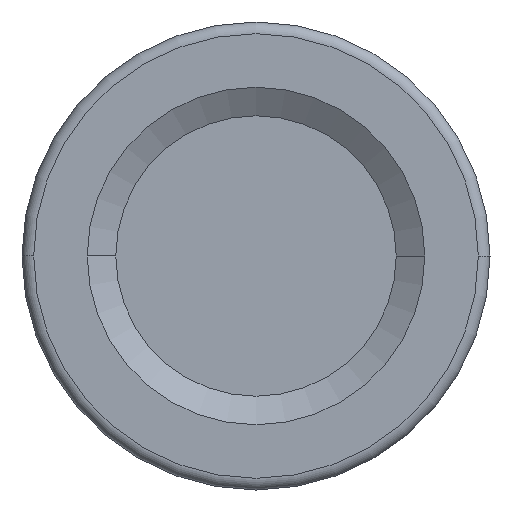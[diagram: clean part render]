
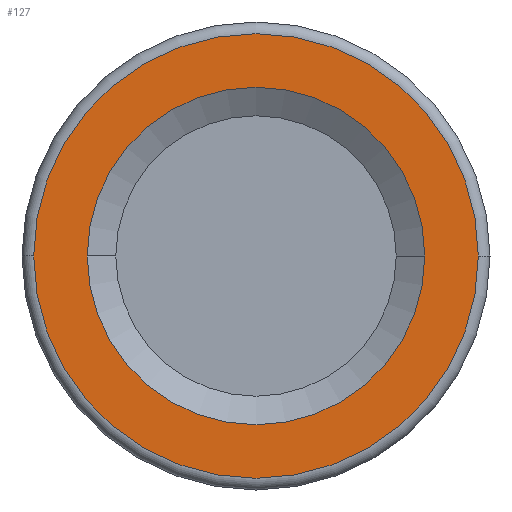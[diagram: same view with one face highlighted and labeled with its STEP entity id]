
A CAD part, front view. The second image highlights one B-rep face of the part: STEP entity #127.
In plain terms, the highlighted planar face has unit normal (0, -1, 0).
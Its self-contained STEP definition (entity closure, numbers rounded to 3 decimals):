
#4 = DIRECTION ( 'NONE',  ( 1., 0., 0. ) ) ;
#9 = EDGE_CURVE ( 'NONE', #272, #215, #325, .T. ) ;
#63 = DIRECTION ( 'NONE',  ( 1., 0., 0. ) ) ;
#92 = DIRECTION ( 'NONE',  ( 1., 0., 0. ) ) ;
#112 = CIRCLE ( 'NONE', #380, 3.8 ) ;
#117 = AXIS2_PLACEMENT_3D ( 'NONE', #395, #315, #321 ) ;
#127 = ADVANCED_FACE ( 'NONE', ( #273, #409 ), #300, .T. ) ;
#129 = DIRECTION ( 'NONE',  ( 0., -1., 0. ) ) ;
#130 = ORIENTED_EDGE ( 'NONE', *, *, #233, .T. ) ;
#144 = VERTEX_POINT ( 'NONE', #258 ) ;
#150 = DIRECTION ( 'NONE',  ( 0., -1., 0. ) ) ;
#161 = CIRCLE ( 'NONE', #372, 3.8 ) ;
#200 = CARTESIAN_POINT ( 'NONE',  ( 0., 0., 0. ) ) ;
#203 = ORIENTED_EDGE ( 'NONE', *, *, #9, .F. ) ;
#210 = EDGE_LOOP ( 'NONE', ( #130, #235 ) ) ;
#215 = VERTEX_POINT ( 'NONE', #263 ) ;
#230 = CARTESIAN_POINT ( 'NONE',  ( 0., 0., 0. ) ) ;
#232 = DIRECTION ( 'NONE',  ( 0., -1., 0. ) ) ;
#233 = EDGE_CURVE ( 'NONE', #144, #289, #161, .T. ) ;
#235 = ORIENTED_EDGE ( 'NONE', *, *, #322, .T. ) ;
#258 = CARTESIAN_POINT ( 'NONE',  ( 3.8, 0., 0. ) ) ;
#263 = CARTESIAN_POINT ( 'NONE',  ( 2.885, 0., 0. ) ) ;
#266 = DIRECTION ( 'NONE',  ( 1., 0., 0. ) ) ;
#272 = VERTEX_POINT ( 'NONE', #386 ) ;
#273 = FACE_OUTER_BOUND ( 'NONE', #210, .T. ) ;
#286 = CARTESIAN_POINT ( 'NONE',  ( 0., 0., 0. ) ) ;
#289 = VERTEX_POINT ( 'NONE', #425 ) ;
#300 = PLANE ( 'NONE',  #335 ) ;
#309 = EDGE_LOOP ( 'NONE', ( #428, #203 ) ) ;
#315 = DIRECTION ( 'NONE',  ( 0., -1., 0. ) ) ;
#317 = AXIS2_PLACEMENT_3D ( 'NONE', #286, #150, #4 ) ;
#321 = DIRECTION ( 'NONE',  ( 1., 0., 0. ) ) ;
#322 = EDGE_CURVE ( 'NONE', #289, #144, #112, .T. ) ;
#325 = CIRCLE ( 'NONE', #317, 2.885 ) ;
#335 = AXIS2_PLACEMENT_3D ( 'NONE', #418, #456, #92 ) ;
#359 = EDGE_CURVE ( 'NONE', #215, #272, #451, .T. ) ;
#372 = AXIS2_PLACEMENT_3D ( 'NONE', #200, #129, #63 ) ;
#380 = AXIS2_PLACEMENT_3D ( 'NONE', #230, #232, #266 ) ;
#386 = CARTESIAN_POINT ( 'NONE',  ( -2.885, 0., 0. ) ) ;
#395 = CARTESIAN_POINT ( 'NONE',  ( 0., 0., 0. ) ) ;
#409 = FACE_BOUND ( 'NONE', #309, .T. ) ;
#418 = CARTESIAN_POINT ( 'NONE',  ( 0., 0., 0. ) ) ;
#425 = CARTESIAN_POINT ( 'NONE',  ( -3.8, 0., 0. ) ) ;
#428 = ORIENTED_EDGE ( 'NONE', *, *, #359, .F. ) ;
#451 = CIRCLE ( 'NONE', #117, 2.885 ) ;
#456 = DIRECTION ( 'NONE',  ( 0., -1., 0. ) ) ;
